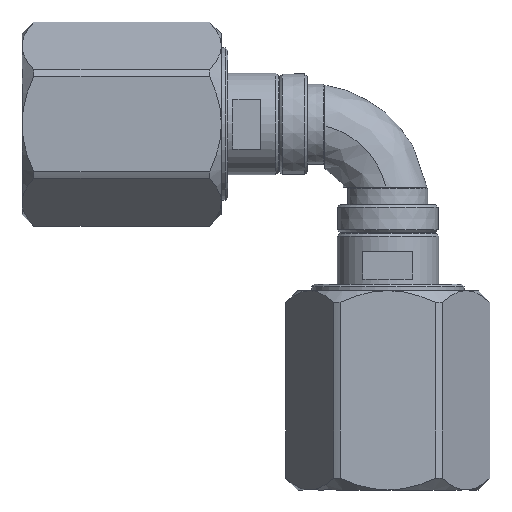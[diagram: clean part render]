
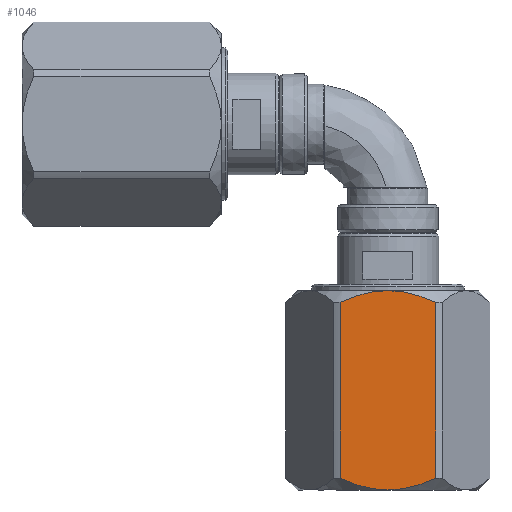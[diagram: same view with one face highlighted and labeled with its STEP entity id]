
A CAD part, left-side view. The second image highlights one B-rep face of the part: STEP entity #1046.
In plain terms, the highlighted face is planar.
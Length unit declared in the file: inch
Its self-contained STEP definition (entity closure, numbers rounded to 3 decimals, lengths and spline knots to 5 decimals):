
#293 = VERTEX_POINT ( 'NONE', #2873 ) ;
#348 = CARTESIAN_POINT ( 'NONE',  ( 0.5816, -0.1482, 0.27992 ) ) ;
#424 = CARTESIAN_POINT ( 'NONE',  ( 0.03651, 0.14819, 0.27992 ) ) ;
#484 = DIRECTION ( 'NONE',  ( 0., 0., 1. ) ) ;
#515 = VERTEX_POINT ( 'NONE', #861 ) ;
#561 = CARTESIAN_POINT ( 'NONE',  ( 0.5816, 0.14819, 0.27992 ) ) ;
#625 = CARTESIAN_POINT ( 'NONE',  ( 0.61811, 0., 0.27992 ) ) ;
#641 =( BOUNDED_CURVE ( )  B_SPLINE_CURVE ( 2, ( #625, #2967, #1666 ),
 .UNSPECIFIED., .F., .T. ) 
 B_SPLINE_CURVE_WITH_KNOTS ( ( 3, 3 ),
 ( 0.39005, 0.78009 ),
 .UNSPECIFIED. ) 
 CURVE ( )  GEOMETRIC_REPRESENTATION_ITEM ( )  RATIONAL_B_SPLINE_CURVE ( ( 1., 1.032, 1. ) ) 
 REPRESENTATION_ITEM ( '' )  );
#644 = CARTESIAN_POINT ( 'NONE',  ( 0., 0.06953, 0.27992 ) ) ;
#861 = CARTESIAN_POINT ( 'NONE',  ( 0.03651, 0.14819, 0.27992 ) ) ;
#878 = VERTEX_POINT ( 'NONE', #1645 ) ;
#1046 = ADVANCED_FACE ( 'NONE', ( #2820 ), #1251, .T. ) ;
#1088 = ORIENTED_EDGE ( 'NONE', *, *, #2015, .F. ) ;
#1251 = PLANE ( 'NONE',  #2830 ) ;
#1253 = ORIENTED_EDGE ( 'NONE', *, *, #2301, .F. ) ;
#1261 =( BOUNDED_CURVE ( )  B_SPLINE_CURVE ( 2, ( #2789, #644, #2749 ),
 .UNSPECIFIED., .F., .T. ) 
 B_SPLINE_CURVE_WITH_KNOTS ( ( 3, 3 ),
 ( 0.39005, 0.78009 ),
 .UNSPECIFIED. ) 
 CURVE ( )  GEOMETRIC_REPRESENTATION_ITEM ( )  RATIONAL_B_SPLINE_CURVE ( ( 1., 1.032, 1. ) ) 
 REPRESENTATION_ITEM ( '' )  );
#1273 = CARTESIAN_POINT ( 'NONE',  ( 0.5816, 0.14819, 0.27992 ) ) ;
#1502 =( BOUNDED_CURVE ( )  B_SPLINE_CURVE ( 2, ( #2761, #2287, #3088 ),
 .UNSPECIFIED., .F., .F. ) 
 B_SPLINE_CURVE_WITH_KNOTS ( ( 3, 3 ),
 ( 0., 0.39005 ),
 .UNSPECIFIED. ) 
 CURVE ( )  GEOMETRIC_REPRESENTATION_ITEM ( )  RATIONAL_B_SPLINE_CURVE ( ( 1., 1.032, 1. ) ) 
 REPRESENTATION_ITEM ( '' )  );
#1541 = EDGE_CURVE ( 'NONE', #515, #1853, #2511, .T. ) ;
#1624 = CARTESIAN_POINT ( 'NONE',  ( 0.61811, 0.06953, 0.27992 ) ) ;
#1645 = CARTESIAN_POINT ( 'NONE',  ( 0.61811, 0., 0.27992 ) ) ;
#1666 = CARTESIAN_POINT ( 'NONE',  ( 0.5816, -0.1482, 0.27992 ) ) ;
#1702 = ORIENTED_EDGE ( 'NONE', *, *, #3211, .F. ) ;
#1744 =( BOUNDED_CURVE ( )  B_SPLINE_CURVE ( 2, ( #561, #1624, #2991 ),
 .UNSPECIFIED., .F., .T. ) 
 B_SPLINE_CURVE_WITH_KNOTS ( ( 3, 3 ),
 ( 0., 0.39005 ),
 .UNSPECIFIED. ) 
 CURVE ( )  GEOMETRIC_REPRESENTATION_ITEM ( )  RATIONAL_B_SPLINE_CURVE ( ( 1., 1.032, 1. ) ) 
 REPRESENTATION_ITEM ( '' )  );
#1853 = VERTEX_POINT ( 'NONE', #1273 ) ;
#1868 = CARTESIAN_POINT ( 'NONE',  ( 0.5816, -0.14819, 0.27992 ) ) ;
#1943 = VECTOR ( 'NONE', #3406, 39.37008 ) ;
#1990 = ORIENTED_EDGE ( 'NONE', *, *, #3365, .F. ) ;
#2011 = VERTEX_POINT ( 'NONE', #348 ) ;
#2015 = EDGE_CURVE ( 'NONE', #878, #2011, #641, .T. ) ;
#2287 = CARTESIAN_POINT ( 'NONE',  ( 0., -0.06953, 0.27992 ) ) ;
#2301 = EDGE_CURVE ( 'NONE', #2011, #2742, #2609, .T. ) ;
#2502 = ORIENTED_EDGE ( 'NONE', *, *, #1541, .F. ) ;
#2511 = LINE ( 'NONE', #424, #2704 ) ;
#2522 = EDGE_LOOP ( 'NONE', ( #1088, #1702, #2502, #1990, #3001, #1253 ) ) ;
#2609 = LINE ( 'NONE', #1868, #1943 ) ;
#2622 = EDGE_CURVE ( 'NONE', #2742, #293, #1502, .T. ) ;
#2704 = VECTOR ( 'NONE', #3273, 39.37008 ) ;
#2742 = VERTEX_POINT ( 'NONE', #3313 ) ;
#2749 = CARTESIAN_POINT ( 'NONE',  ( 0.03651, 0.14819, 0.27992 ) ) ;
#2761 = CARTESIAN_POINT ( 'NONE',  ( 0.03651, -0.14819, 0.27992 ) ) ;
#2789 = CARTESIAN_POINT ( 'NONE',  ( 0., 0., 0.27992 ) ) ;
#2820 = FACE_OUTER_BOUND ( 'NONE', #2522, .T. ) ;
#2830 = AXIS2_PLACEMENT_3D ( 'NONE', #3093, #484, #2889 ) ;
#2873 = CARTESIAN_POINT ( 'NONE',  ( 0., 0., 0.27992 ) ) ;
#2889 = DIRECTION ( 'NONE',  ( 1., 0., 0. ) ) ;
#2967 = CARTESIAN_POINT ( 'NONE',  ( 0.61811, -0.06953, 0.27992 ) ) ;
#2991 = CARTESIAN_POINT ( 'NONE',  ( 0.61811, 0., 0.27992 ) ) ;
#3001 = ORIENTED_EDGE ( 'NONE', *, *, #2622, .F. ) ;
#3088 = CARTESIAN_POINT ( 'NONE',  ( 0., 0., 0.27992 ) ) ;
#3093 = CARTESIAN_POINT ( 'NONE',  ( 0.61811, 0.16161, 0.27992 ) ) ;
#3211 = EDGE_CURVE ( 'NONE', #1853, #878, #1744, .T. ) ;
#3273 = DIRECTION ( 'NONE',  ( 1., 0., 0. ) ) ;
#3313 = CARTESIAN_POINT ( 'NONE',  ( 0.03651, -0.14819, 0.27992 ) ) ;
#3365 = EDGE_CURVE ( 'NONE', #293, #515, #1261, .T. ) ;
#3406 = DIRECTION ( 'NONE',  ( -1., 0., 0. ) ) ;
